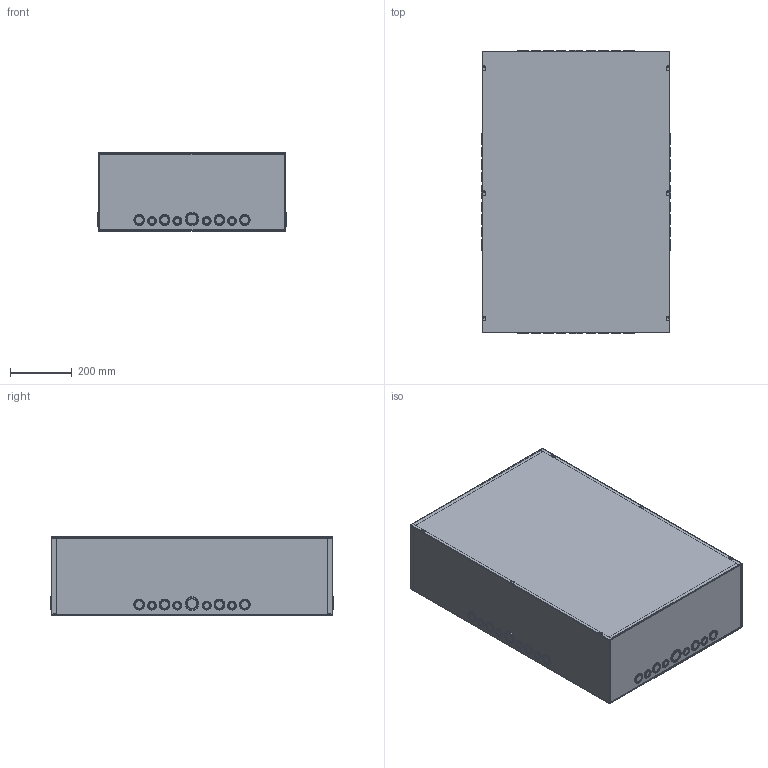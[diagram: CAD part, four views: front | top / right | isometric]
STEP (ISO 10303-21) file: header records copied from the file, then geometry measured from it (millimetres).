
FILE_DESCRIPTION (( 'STEP AP203' ), '1' );
FILE_NAME ('CSKO362410_Default.step', '2019-11-13T16:41:38', ( '' ), ( '' ), 'SwSTEP 2.0', 'SolidWorks 2019', '' );
FILE_SCHEMA (( 'CONFIG_CONTROL_DESIGN' ));
Length unit declared in the file: inch
Products named in the file (1): CSKO362410_Default
Bounding box: 616.31 x 921.11 x 255.83 mm (x, y, z)
Volume: 3573824.8 mm3; surface area: 3929050.2 mm2
Topology: 4 solids, 4 shells, 653 faces, 1444 edges, 948 vertices
Faces by surface type: cylinder 372, plane 273, bspline 4, cone 4
Entity records: 18503 total; most frequent: DIRECTION 3496, CARTESIAN_POINT 3118, ORIENTED_EDGE 2888, EDGE_CURVE 1444, AXIS2_PLACEMENT_3D 1406, VERTEX_POINT 948, EDGE_LOOP 844, CIRCLE 756
